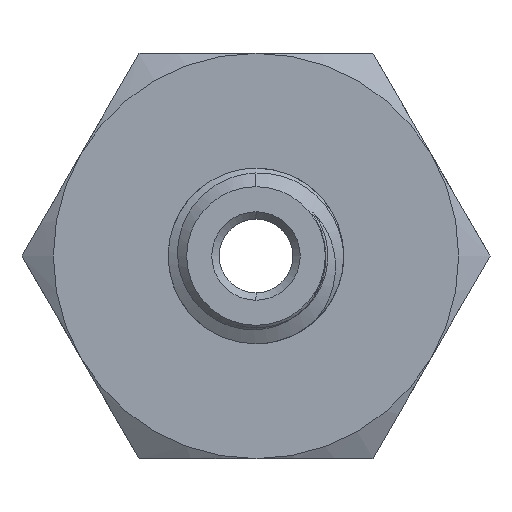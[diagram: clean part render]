
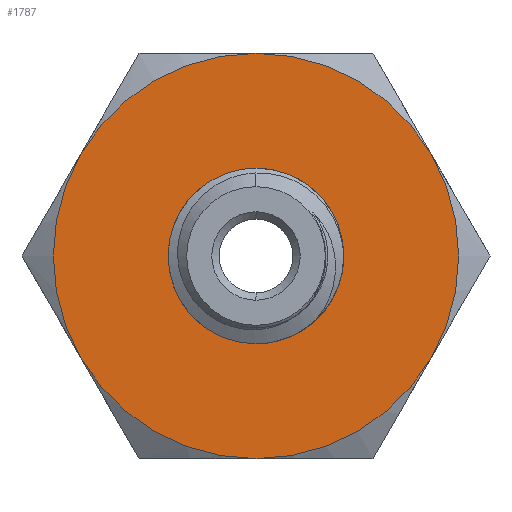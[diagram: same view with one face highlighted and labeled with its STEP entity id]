
A CAD part, front view. The second image highlights one B-rep face of the part: STEP entity #1787.
In plain terms, the highlighted planar face has unit normal (0, -1, 0).
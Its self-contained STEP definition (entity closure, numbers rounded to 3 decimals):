
#76 = EDGE_CURVE ( 'NONE', #1434, #1438, #972, .T. ) ;
#145 = CARTESIAN_POINT ( 'NONE',  ( 0., 5.4, 0. ) ) ;
#158 = DIRECTION ( 'NONE',  ( 0., -1., 0. ) ) ;
#167 = DIRECTION ( 'NONE',  ( 0., 0., -1. ) ) ;
#285 = DIRECTION ( 'NONE',  ( 0., 0., 1. ) ) ;
#340 = CARTESIAN_POINT ( 'NONE',  ( 0., 5.4, 2.381 ) ) ;
#378 = CARTESIAN_POINT ( 'NONE',  ( 0., 5.4, 0. ) ) ;
#509 = CARTESIAN_POINT ( 'NONE',  ( 0., 5.4, 0. ) ) ;
#596 = EDGE_CURVE ( 'NONE', #1721, #2074, #3992, .T. ) ;
#679 = DIRECTION ( 'NONE',  ( 0., 0., 1. ) ) ;
#682 = AXIS2_PLACEMENT_3D ( 'NONE', #1932, #2574, #285 ) ;
#766 = AXIS2_PLACEMENT_3D ( 'NONE', #1188, #1175, #1164 ) ;
#767 = AXIS2_PLACEMENT_3D ( 'NONE', #3550, #1665, #3873 ) ;
#814 = DIRECTION ( 'NONE',  ( 0., 0., 1. ) ) ;
#864 = AXIS2_PLACEMENT_3D ( 'NONE', #145, #158, #167 ) ;
#876 = EDGE_CURVE ( 'NONE', #1199, #3402, #3755, .T. ) ;
#972 = CIRCLE ( 'NONE', #766, 5.5 ) ;
#1048 = DIRECTION ( 'NONE',  ( 0., 0., 1. ) ) ;
#1058 = DIRECTION ( 'NONE',  ( 0., 1., 0. ) ) ;
#1063 = CARTESIAN_POINT ( 'NONE',  ( 0., 5.4, 0. ) ) ;
#1164 = DIRECTION ( 'NONE',  ( 0., 0., 1. ) ) ;
#1175 = DIRECTION ( 'NONE',  ( 0., 1., 0. ) ) ;
#1188 = CARTESIAN_POINT ( 'NONE',  ( 0., 5.4, 0. ) ) ;
#1199 = VERTEX_POINT ( 'NONE', #2803 ) ;
#1259 = CIRCLE ( 'NONE', #2777, 5.5 ) ;
#1333 = EDGE_LOOP ( 'NONE', ( #1686, #2172, #1373, #1872, #2602, #2380 ) ) ;
#1356 = CARTESIAN_POINT ( 'NONE',  ( 4.763, 5.4, -2.75 ) ) ;
#1373 = ORIENTED_EDGE ( 'NONE', *, *, #1725, .F. ) ;
#1434 = VERTEX_POINT ( 'NONE', #3427 ) ;
#1438 = VERTEX_POINT ( 'NONE', #2801 ) ;
#1665 = DIRECTION ( 'NONE',  ( 0., 1., 0. ) ) ;
#1686 = ORIENTED_EDGE ( 'NONE', *, *, #2646, .F. ) ;
#1698 = CARTESIAN_POINT ( 'NONE',  ( 0., 5.4, 0. ) ) ;
#1702 = DIRECTION ( 'NONE',  ( 0., 1., 0. ) ) ;
#1708 = DIRECTION ( 'NONE',  ( 0., 0., 1. ) ) ;
#1721 = VERTEX_POINT ( 'NONE', #2190 ) ;
#1725 = EDGE_CURVE ( 'NONE', #2809, #1434, #3050, .T. ) ;
#1781 = ORIENTED_EDGE ( 'NONE', *, *, #876, .T. ) ;
#1787 = ADVANCED_FACE ( 'NONE', ( #3642, #2893 ), #3784, .F. ) ;
#1872 = ORIENTED_EDGE ( 'NONE', *, *, #3423, .F. ) ;
#1900 = CIRCLE ( 'NONE', #2615, 5.5 ) ;
#1906 = CIRCLE ( 'NONE', #4003, 2.381 ) ;
#1932 = CARTESIAN_POINT ( 'NONE',  ( 0., 5.4, 0. ) ) ;
#1966 = CIRCLE ( 'NONE', #767, 5.5 ) ;
#2074 = VERTEX_POINT ( 'NONE', #1356 ) ;
#2172 = ORIENTED_EDGE ( 'NONE', *, *, #76, .F. ) ;
#2190 = CARTESIAN_POINT ( 'NONE',  ( 0., 5.4, -5.5 ) ) ;
#2288 = EDGE_CURVE ( 'NONE', #3116, #2074, #1259, .T. ) ;
#2311 = AXIS2_PLACEMENT_3D ( 'NONE', #3666, #3650, #3215 ) ;
#2353 = CARTESIAN_POINT ( 'NONE',  ( -4.763, 5.4, -2.75 ) ) ;
#2380 = ORIENTED_EDGE ( 'NONE', *, *, #2288, .F. ) ;
#2476 = ORIENTED_EDGE ( 'NONE', *, *, #3990, .T. ) ;
#2565 = DIRECTION ( 'NONE',  ( 0., 1., 0. ) ) ;
#2569 = EDGE_LOOP ( 'NONE', ( #1781, #2476 ) ) ;
#2574 = DIRECTION ( 'NONE',  ( 0., 1., 0. ) ) ;
#2602 = ORIENTED_EDGE ( 'NONE', *, *, #596, .T. ) ;
#2615 = AXIS2_PLACEMENT_3D ( 'NONE', #378, #2565, #679 ) ;
#2646 = EDGE_CURVE ( 'NONE', #1438, #3116, #1900, .T. ) ;
#2688 = AXIS2_PLACEMENT_3D ( 'NONE', #1698, #1702, #1708 ) ;
#2696 = DIRECTION ( 'NONE',  ( 0., 1., 0. ) ) ;
#2777 = AXIS2_PLACEMENT_3D ( 'NONE', #1063, #1058, #1048 ) ;
#2801 = CARTESIAN_POINT ( 'NONE',  ( 0., 5.4, 5.5 ) ) ;
#2803 = CARTESIAN_POINT ( 'NONE',  ( 0., 5.4, -2.381 ) ) ;
#2809 = VERTEX_POINT ( 'NONE', #2353 ) ;
#2893 = FACE_OUTER_BOUND ( 'NONE', #1333, .T. ) ;
#3050 = CIRCLE ( 'NONE', #682, 5.5 ) ;
#3116 = VERTEX_POINT ( 'NONE', #3973 ) ;
#3215 = DIRECTION ( 'NONE',  ( 0., 0., 1. ) ) ;
#3402 = VERTEX_POINT ( 'NONE', #340 ) ;
#3423 = EDGE_CURVE ( 'NONE', #1721, #2809, #1966, .T. ) ;
#3427 = CARTESIAN_POINT ( 'NONE',  ( -4.763, 5.4, 2.75 ) ) ;
#3550 = CARTESIAN_POINT ( 'NONE',  ( 0., 5.4, 0. ) ) ;
#3642 = FACE_BOUND ( 'NONE', #2569, .T. ) ;
#3650 = DIRECTION ( 'NONE',  ( 0., 1., 0. ) ) ;
#3666 = CARTESIAN_POINT ( 'NONE',  ( 0., 5.4, 0. ) ) ;
#3755 = CIRCLE ( 'NONE', #2688, 2.381 ) ;
#3784 = PLANE ( 'NONE',  #2311 ) ;
#3873 = DIRECTION ( 'NONE',  ( 0., 0., 1. ) ) ;
#3973 = CARTESIAN_POINT ( 'NONE',  ( 4.763, 5.4, 2.75 ) ) ;
#3990 = EDGE_CURVE ( 'NONE', #3402, #1199, #1906, .T. ) ;
#3992 = CIRCLE ( 'NONE', #864, 5.5 ) ;
#4003 = AXIS2_PLACEMENT_3D ( 'NONE', #509, #2696, #814 ) ;
